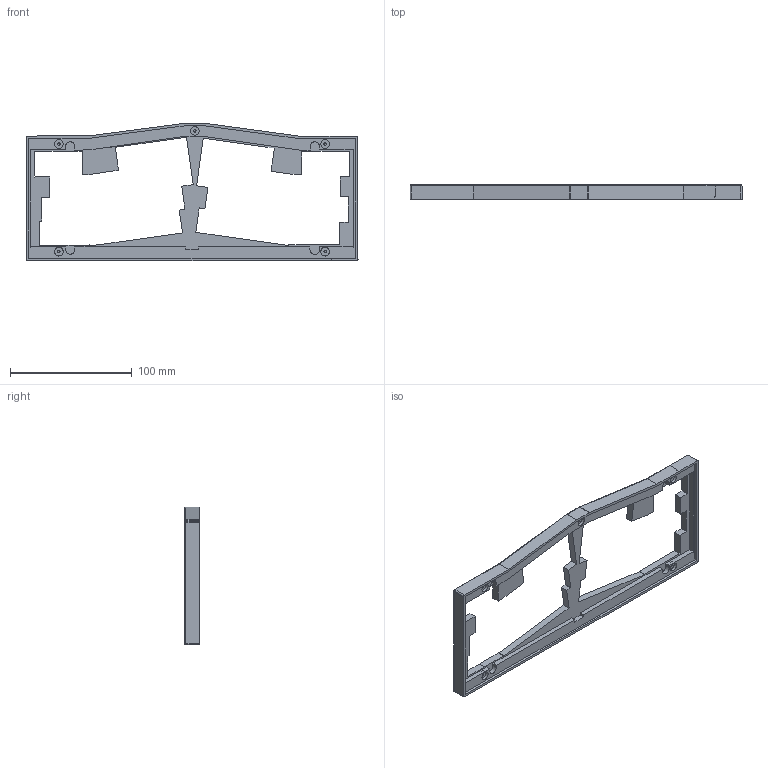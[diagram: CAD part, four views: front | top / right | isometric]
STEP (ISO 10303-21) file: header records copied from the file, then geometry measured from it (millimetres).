
FILE_DESCRIPTION(/* description */ (''),/* implementation_level */ '2;1');
FILE_NAME(/* name */ 'cool846ble_casedesign_top v7.step',/* time_stamp */ '2023-10-26T06:41:49+09:00',/* author */ (''),/* organization */ (''),/* preprocessor_version */ 'ST-DEVELOPER v20',/* originating_system */ 'Autodesk Translation Framework v12.14.0.127',/* authorisation */ '');
FILE_SCHEMA (('AUTOMOTIVE_DESIGN { 1 0 10303 214 3 1 1 }'));
Length unit declared in the file: millimetre
Products named in the file (1): cool846ble_casedesign_top
Bounding box: 273.04 x 12 x 113.19 mm (x, y, z)
Volume: 97228.1 mm3; surface area: 42150.7 mm2
Topology: 1 solids, 1 shells, 188 faces, 504 edges, 324 vertices
Faces by surface type: plane 152, cylinder 32, sphere 4
Full cylindrical faces by diameter (mm): 2 x5, 7.116 x1, 7.123 x1, 7.133 x1, 7.136 x1, 7.175 x1
Entity records: 5823 total; most frequent: CARTESIAN_POINT 1050, ORIENTED_EDGE 1002, DIRECTION 933, EDGE_CURVE 501, LINE 445, VECTOR 445, VERTEX_POINT 324, AXIS2_PLACEMENT_3D 244
